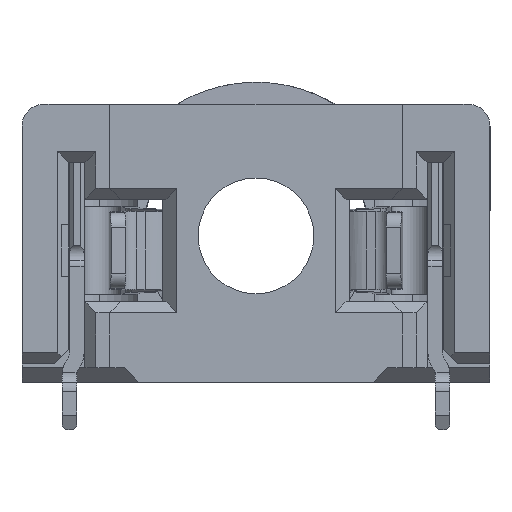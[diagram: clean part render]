
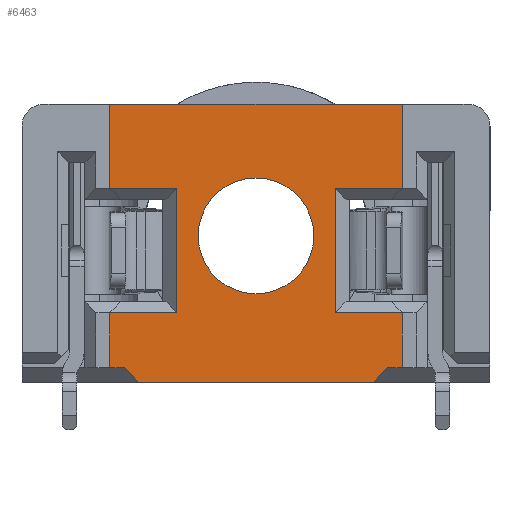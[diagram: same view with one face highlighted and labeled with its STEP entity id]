
A CAD part, front view. The second image highlights one B-rep face of the part: STEP entity #6463.
In plain terms, the highlighted planar face has unit normal (0, -1, 0).
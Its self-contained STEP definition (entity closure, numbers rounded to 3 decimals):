
#100 = VECTOR ( 'NONE', #20303, 1000. ) ;
#115 = FACE_OUTER_BOUND ( 'NONE', #14800, .T. ) ;
#248 = CARTESIAN_POINT ( 'NONE',  ( -1.8, -6.25, 0.2 ) ) ;
#273 = CARTESIAN_POINT ( 'NONE',  ( 1.081, -6.25, 2.65 ) ) ;
#890 = DIRECTION ( 'NONE',  ( -1., 0., 0. ) ) ;
#937 = VECTOR ( 'NONE', #25856, 1000. ) ;
#1414 = DIRECTION ( 'NONE',  ( -1., 0., 0. ) ) ;
#1501 = ORIENTED_EDGE ( 'NONE', *, *, #2916, .T. ) ;
#1898 = AXIS2_PLACEMENT_3D ( 'NONE', #20987, #12981, #1414 ) ;
#2173 = EDGE_CURVE ( 'NONE', #4294, #17759, #14833, .T. ) ;
#2300 = ORIENTED_EDGE ( 'NONE', *, *, #14522, .T. ) ;
#2351 = CARTESIAN_POINT ( 'NONE',  ( 0., -6.25, 2. ) ) ;
#2442 = LINE ( 'NONE', #10838, #5523 ) ;
#2700 = CARTESIAN_POINT ( 'NONE',  ( 1.8, -6.25, 0.2 ) ) ;
#2709 = DIRECTION ( 'NONE',  ( 1., 0., 0. ) ) ;
#2902 = CARTESIAN_POINT ( 'NONE',  ( 2., -6.25, 0.95 ) ) ;
#2916 = EDGE_CURVE ( 'NONE', #9586, #25795, #22598, .T. ) ;
#3167 = CARTESIAN_POINT ( 'NONE',  ( 2., -6.25, 3.8 ) ) ;
#3329 = CARTESIAN_POINT ( 'NONE',  ( -1.081, -6.25, 2.65 ) ) ;
#3481 = DIRECTION ( 'NONE',  ( 0., 0., 1. ) ) ;
#4008 = CARTESIAN_POINT ( 'NONE',  ( -2., -6.25, 0.2 ) ) ;
#4063 = LINE ( 'NONE', #21677, #24443 ) ;
#4072 = ORIENTED_EDGE ( 'NONE', *, *, #22760, .F. ) ;
#4177 = LINE ( 'NONE', #248, #8927 ) ;
#4294 = VERTEX_POINT ( 'NONE', #16002 ) ;
#4399 = ORIENTED_EDGE ( 'NONE', *, *, #13175, .T. ) ;
#4459 = CARTESIAN_POINT ( 'NONE',  ( 0.791, -6.25, 2. ) ) ;
#4690 = DIRECTION ( 'NONE',  ( 0., 0., -1. ) ) ;
#4891 = VERTEX_POINT ( 'NONE', #12957 ) ;
#5173 = VECTOR ( 'NONE', #890, 1000. ) ;
#5187 = VERTEX_POINT ( 'NONE', #19309 ) ;
#5206 = CARTESIAN_POINT ( 'NONE',  ( 1.081, -6.25, -0.026 ) ) ;
#5523 = VECTOR ( 'NONE', #2709, 1000. ) ;
#5590 = VECTOR ( 'NONE', #3481, 1000. ) ;
#5659 = ORIENTED_EDGE ( 'NONE', *, *, #10889, .T. ) ;
#5676 = EDGE_CURVE ( 'NONE', #12873, #18897, #25719, .T. ) ;
#6029 = DIRECTION ( 'NONE',  ( 0., 1., 0. ) ) ;
#6463 = ADVANCED_FACE ( 'NONE', ( #115, #22448 ), #24552, .T. ) ;
#6686 = VERTEX_POINT ( 'NONE', #19660 ) ;
#6959 = VECTOR ( 'NONE', #8436, 1000. ) ;
#7093 = EDGE_CURVE ( 'NONE', #12873, #14971, #7538, .T. ) ;
#7127 = CARTESIAN_POINT ( 'NONE',  ( -2., -6.25, 2.65 ) ) ;
#7135 = DIRECTION ( 'NONE',  ( 1., 0., 0. ) ) ;
#7160 = LINE ( 'NONE', #5206, #5590 ) ;
#7360 = LINE ( 'NONE', #3167, #15636 ) ;
#7410 = VECTOR ( 'NONE', #19357, 1000. ) ;
#7538 = LINE ( 'NONE', #23335, #14774 ) ;
#7766 = CARTESIAN_POINT ( 'NONE',  ( -2., -6.25, 3.8 ) ) ;
#8065 = ORIENTED_EDGE ( 'NONE', *, *, #23089, .T. ) ;
#8436 = DIRECTION ( 'NONE',  ( 1., 0., 0. ) ) ;
#8646 = LINE ( 'NONE', #16534, #12405 ) ;
#8927 = VECTOR ( 'NONE', #9958, 1000. ) ;
#8946 = ORIENTED_EDGE ( 'NONE', *, *, #22583, .F. ) ;
#9352 = CARTESIAN_POINT ( 'NONE',  ( -1.081, -6.25, 2.65 ) ) ;
#9378 = VERTEX_POINT ( 'NONE', #4459 ) ;
#9586 = VERTEX_POINT ( 'NONE', #15720 ) ;
#9958 = DIRECTION ( 'NONE',  ( -0.707, 0., 0.707 ) ) ;
#10015 = CARTESIAN_POINT ( 'NONE',  ( -2.382, -6.25, 0.95 ) ) ;
#10095 = EDGE_CURVE ( 'NONE', #4891, #14971, #12256, .T. ) ;
#10262 = LINE ( 'NONE', #16295, #19562 ) ;
#10356 = DIRECTION ( 'NONE',  ( -1., 0., 0. ) ) ;
#10662 = VERTEX_POINT ( 'NONE', #10901 ) ;
#10829 = ORIENTED_EDGE ( 'NONE', *, *, #10095, .T. ) ;
#10838 = CARTESIAN_POINT ( 'NONE',  ( 2.222, -6.25, 0.2 ) ) ;
#10889 = EDGE_CURVE ( 'NONE', #22107, #4891, #8646, .T. ) ;
#10901 = CARTESIAN_POINT ( 'NONE',  ( 1.8, -6.25, 0.2 ) ) ;
#10905 = DIRECTION ( 'NONE',  ( 0., 0., -1. ) ) ;
#11108 = VECTOR ( 'NONE', #16592, 1000. ) ;
#11438 = AXIS2_PLACEMENT_3D ( 'NONE', #14682, #22692, #4690 ) ;
#11503 = VERTEX_POINT ( 'NONE', #21711 ) ;
#11731 = LINE ( 'NONE', #17891, #7410 ) ;
#12023 = ORIENTED_EDGE ( 'NONE', *, *, #7093, .F. ) ;
#12025 = AXIS2_PLACEMENT_3D ( 'NONE', #2351, #6029, #10356 ) ;
#12090 = ORIENTED_EDGE ( 'NONE', *, *, #21309, .F. ) ;
#12256 = LINE ( 'NONE', #10015, #11108 ) ;
#12358 = ORIENTED_EDGE ( 'NONE', *, *, #24232, .T. ) ;
#12405 = VECTOR ( 'NONE', #12584, 1000. ) ;
#12584 = DIRECTION ( 'NONE',  ( 0., 0., -1. ) ) ;
#12649 = CARTESIAN_POINT ( 'NONE',  ( -2., -6.25, 0.95 ) ) ;
#12741 = VECTOR ( 'NONE', #16952, 1000. ) ;
#12812 = CIRCLE ( 'NONE', #12025, 0.791 ) ;
#12873 = VERTEX_POINT ( 'NONE', #4008 ) ;
#12957 = CARTESIAN_POINT ( 'NONE',  ( -1.081, -6.25, 0.95 ) ) ;
#12981 = DIRECTION ( 'NONE',  ( 0., 1., 0. ) ) ;
#13175 = EDGE_CURVE ( 'NONE', #15090, #22107, #15292, .T. ) ;
#13347 = DIRECTION ( 'NONE',  ( 0., 0., 1. ) ) ;
#14241 = CARTESIAN_POINT ( 'NONE',  ( 2., -6.25, 2.65 ) ) ;
#14522 = EDGE_CURVE ( 'NONE', #15558, #9378, #17420, .T. ) ;
#14640 = ORIENTED_EDGE ( 'NONE', *, *, #14928, .T. ) ;
#14682 = CARTESIAN_POINT ( 'NONE',  ( -2.382, -6.25, -0.026 ) ) ;
#14774 = VECTOR ( 'NONE', #13347, 1000. ) ;
#14800 = EDGE_LOOP ( 'NONE', ( #22727, #4399, #5659, #10829, #12023, #23555, #12090, #23434, #19040, #16014, #4072, #12358, #8065, #14640, #8946, #1501 ) ) ;
#14833 = LINE ( 'NONE', #21000, #5173 ) ;
#14928 = EDGE_CURVE ( 'NONE', #17769, #5187, #18167, .T. ) ;
#14971 = VERTEX_POINT ( 'NONE', #12649 ) ;
#15090 = VERTEX_POINT ( 'NONE', #7127 ) ;
#15292 = LINE ( 'NONE', #3329, #19078 ) ;
#15337 = EDGE_CURVE ( 'NONE', #15090, #25795, #10262, .T. ) ;
#15376 = CARTESIAN_POINT ( 'NONE',  ( -0.791, -6.25, 2. ) ) ;
#15558 = VERTEX_POINT ( 'NONE', #15376 ) ;
#15636 = VECTOR ( 'NONE', #10905, 1000. ) ;
#15703 = EDGE_CURVE ( 'NONE', #9378, #15558, #12812, .T. ) ;
#15720 = CARTESIAN_POINT ( 'NONE',  ( 2., -6.25, 3.8 ) ) ;
#15855 = CARTESIAN_POINT ( 'NONE',  ( -2.878, -6.25, 0.2 ) ) ;
#16002 = CARTESIAN_POINT ( 'NONE',  ( 1.6, -6.25, 0. ) ) ;
#16014 = ORIENTED_EDGE ( 'NONE', *, *, #21751, .T. ) ;
#16295 = CARTESIAN_POINT ( 'NONE',  ( -2., -6.25, 3.8 ) ) ;
#16534 = CARTESIAN_POINT ( 'NONE',  ( -1.081, -6.25, -0.026 ) ) ;
#16592 = DIRECTION ( 'NONE',  ( -1., 0., 0. ) ) ;
#16952 = DIRECTION ( 'NONE',  ( -1., 0., 0. ) ) ;
#17420 = CIRCLE ( 'NONE', #1898, 0.791 ) ;
#17759 = VERTEX_POINT ( 'NONE', #25654 ) ;
#17769 = VERTEX_POINT ( 'NONE', #273 ) ;
#17891 = CARTESIAN_POINT ( 'NONE',  ( -2.382, -6.25, 0.95 ) ) ;
#18167 = LINE ( 'NONE', #14241, #6959 ) ;
#18897 = VERTEX_POINT ( 'NONE', #19237 ) ;
#18905 = CARTESIAN_POINT ( 'NONE',  ( -3.328, -6.25, 3.8 ) ) ;
#19040 = ORIENTED_EDGE ( 'NONE', *, *, #20647, .F. ) ;
#19078 = VECTOR ( 'NONE', #7135, 1000. ) ;
#19237 = CARTESIAN_POINT ( 'NONE',  ( -1.8, -6.25, 0.2 ) ) ;
#19309 = CARTESIAN_POINT ( 'NONE',  ( 2., -6.25, 2.65 ) ) ;
#19357 = DIRECTION ( 'NONE',  ( -1., 0., 0. ) ) ;
#19562 = VECTOR ( 'NONE', #22606, 1000. ) ;
#19660 = CARTESIAN_POINT ( 'NONE',  ( 2., -6.25, 0.2 ) ) ;
#20094 = ORIENTED_EDGE ( 'NONE', *, *, #15703, .T. ) ;
#20303 = DIRECTION ( 'NONE',  ( -0.707, 0., -0.707 ) ) ;
#20555 = LINE ( 'NONE', #2700, #100 ) ;
#20647 = EDGE_CURVE ( 'NONE', #10662, #4294, #20555, .T. ) ;
#20987 = CARTESIAN_POINT ( 'NONE',  ( 0., -6.25, 2. ) ) ;
#21000 = CARTESIAN_POINT ( 'NONE',  ( -1.6, -6.25, 0. ) ) ;
#21309 = EDGE_CURVE ( 'NONE', #17759, #18897, #4177, .T. ) ;
#21677 = CARTESIAN_POINT ( 'NONE',  ( 2., -6.25, 3.8 ) ) ;
#21711 = CARTESIAN_POINT ( 'NONE',  ( 1.081, -6.25, 0.95 ) ) ;
#21751 = EDGE_CURVE ( 'NONE', #10662, #6686, #2442, .T. ) ;
#22107 = VERTEX_POINT ( 'NONE', #9352 ) ;
#22448 = FACE_BOUND ( 'NONE', #22861, .T. ) ;
#22555 = VERTEX_POINT ( 'NONE', #2902 ) ;
#22583 = EDGE_CURVE ( 'NONE', #9586, #5187, #7360, .T. ) ;
#22598 = LINE ( 'NONE', #18905, #12741 ) ;
#22606 = DIRECTION ( 'NONE',  ( 0., 0., 1. ) ) ;
#22692 = DIRECTION ( 'NONE',  ( 0., -1., 0. ) ) ;
#22727 = ORIENTED_EDGE ( 'NONE', *, *, #15337, .F. ) ;
#22760 = EDGE_CURVE ( 'NONE', #22555, #6686, #4063, .T. ) ;
#22861 = EDGE_LOOP ( 'NONE', ( #2300, #20094 ) ) ;
#23089 = EDGE_CURVE ( 'NONE', #11503, #17769, #7160, .T. ) ;
#23335 = CARTESIAN_POINT ( 'NONE',  ( -2., -6.25, 3.8 ) ) ;
#23434 = ORIENTED_EDGE ( 'NONE', *, *, #2173, .F. ) ;
#23555 = ORIENTED_EDGE ( 'NONE', *, *, #5676, .T. ) ;
#24232 = EDGE_CURVE ( 'NONE', #22555, #11503, #11731, .T. ) ;
#24443 = VECTOR ( 'NONE', #25748, 1000. ) ;
#24552 = PLANE ( 'NONE',  #11438 ) ;
#25654 = CARTESIAN_POINT ( 'NONE',  ( -1.6, -6.25, 0. ) ) ;
#25719 = LINE ( 'NONE', #15855, #937 ) ;
#25748 = DIRECTION ( 'NONE',  ( 0., 0., -1. ) ) ;
#25795 = VERTEX_POINT ( 'NONE', #7766 ) ;
#25856 = DIRECTION ( 'NONE',  ( 1., 0., 0. ) ) ;
